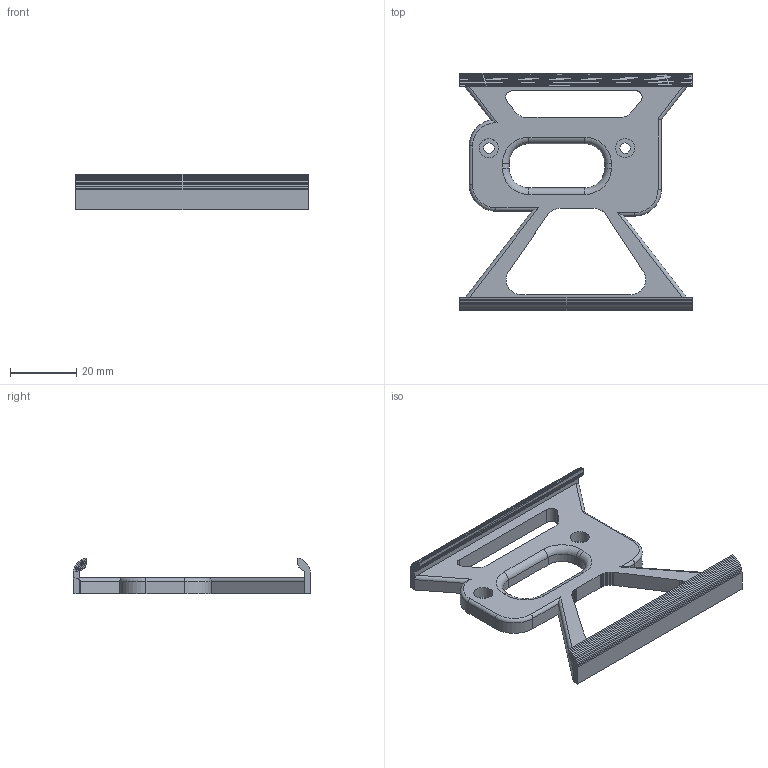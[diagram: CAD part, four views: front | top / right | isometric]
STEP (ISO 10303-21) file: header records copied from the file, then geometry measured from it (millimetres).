
FILE_DESCRIPTION(/* description */ (''),/* implementation_level */ '2;1');
FILE_NAME(/* name */ 'ender 5 plus mount.step',/* time_stamp */ '2021-05-30T12:49:15+02:00',/* author */ (''),/* organization */ (''),/* preprocessor_version */ 'ST-DEVELOPER v18.1',/* originating_system */ 'Autodesk Translation Framework v10.6.0.1341',/* authorisation */ '');
FILE_SCHEMA (('AUTOMOTIVE_DESIGN { 1 0 10303 214 3 1 1 }'));
Length unit declared in the file: millimetre
Products named in the file (1): Fly Mellow 4.5"
Bounding box: 70.01 x 71.5 x 10.8 mm (x, y, z)
Volume: 13368.8 mm3; surface area: 9702 mm2
Topology: 1 solids, 1 shells, 550 faces, 1129 edges, 583 vertices
Faces by surface type: plane 518, cylinder 25, torus 7
Full cylindrical faces by diameter (mm): 5.73 x2
Entity records: 13654 total; most frequent: DIRECTION 2287, CARTESIAN_POINT 2276, ORIENTED_EDGE 2258, EDGE_CURVE 1129, LINE 1071, VECTOR 1071, AXIS2_PLACEMENT_3D 608, VERTEX_POINT 583
